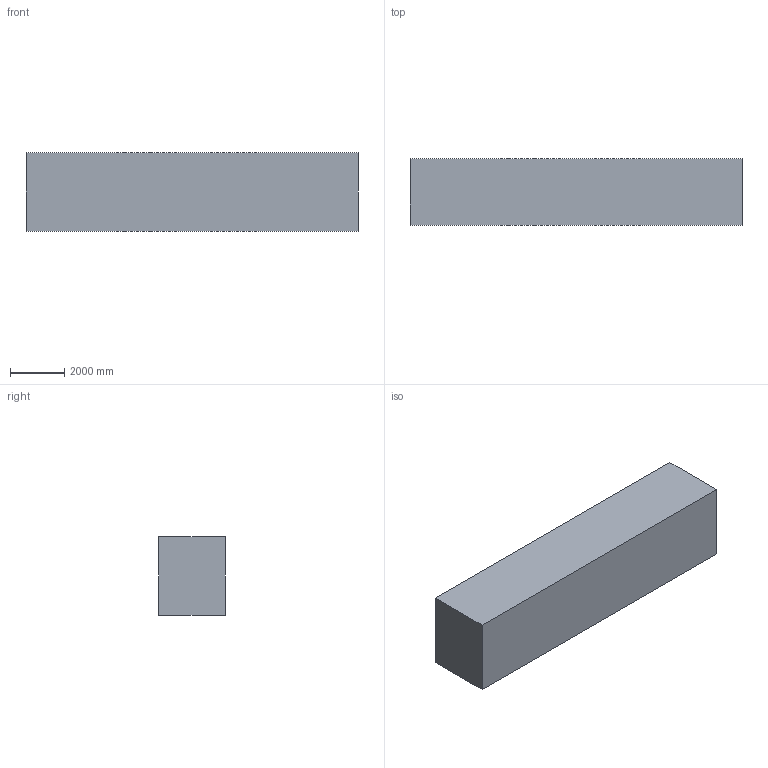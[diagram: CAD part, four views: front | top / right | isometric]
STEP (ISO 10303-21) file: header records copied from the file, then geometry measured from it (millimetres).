
FILE_DESCRIPTION(('ANTSPACE HD5 Container - Bitmain Mining Container 40ft ISO','Hearst Mining Architect CAD Model'),'2;1');
FILE_NAME('ANTSPACE-HD5.step','2026-01-29T12:00:00',('Hearst Mining'),('Hearst Control'),'','Hearst Mining Architect','');
FILE_SCHEMA(('AUTOMOTIVE_DESIGN'));
Length unit declared in the file: millimetre
Products named in the file (1): ANTSPACE-HD5
Bounding box: 12196 x 2438 x 2896 mm (x, y, z)
Volume: 86109223808 mm3; surface area: 144227824 mm2
Topology: 1 solids, 1 shells, 6 faces, 12 edges, 8 vertices
Faces by surface type: plane 6
Entity records: 160 total; most frequent: ORIENTED_EDGE 24, CARTESIAN_POINT 15, LINE 12, VECTOR 12, EDGE_CURVE 12, DIRECTION 8, VERTEX_POINT 8, AXIS2_PLACEMENT_3D 7
